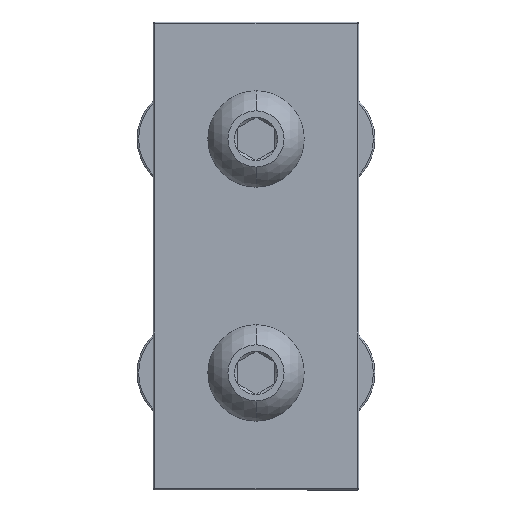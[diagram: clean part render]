
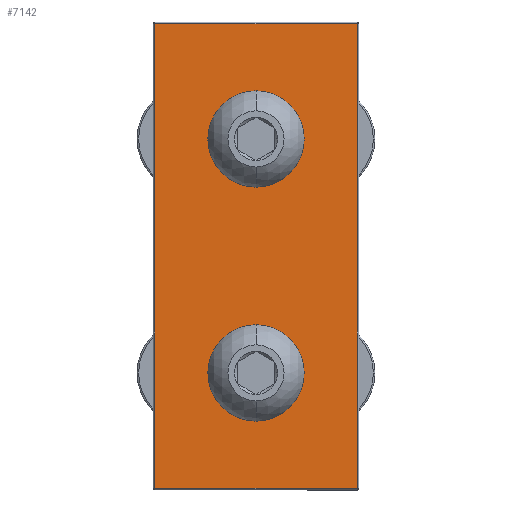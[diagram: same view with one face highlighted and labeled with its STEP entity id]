
A CAD part, top view. The second image highlights one B-rep face of the part: STEP entity #7142.
In plain terms, the highlighted planar face has unit normal (0, 0, 1).
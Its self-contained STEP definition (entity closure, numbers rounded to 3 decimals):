
#4 = LINE ( 'NONE', #780, #8142 ) ;
#234 = AXIS2_PLACEMENT_3D ( 'NONE', #892, #10375, #8653 ) ;
#350 = DIRECTION ( 'NONE',  ( 0., -1., 0. ) ) ;
#552 = ORIENTED_EDGE ( 'NONE', *, *, #11430, .T. ) ;
#780 = CARTESIAN_POINT ( 'NONE',  ( -11., 24.8, 2. ) ) ;
#892 = CARTESIAN_POINT ( 'NONE',  ( 0., -12.5, 2. ) ) ;
#1146 = ORIENTED_EDGE ( 'NONE', *, *, #11699, .T. ) ;
#1367 = LINE ( 'NONE', #9805, #1666 ) ;
#1403 = EDGE_CURVE ( 'NONE', #6869, #8942, #8379, .T. ) ;
#1585 = EDGE_CURVE ( 'NONE', #6426, #8629, #8516, .T. ) ;
#1666 = VECTOR ( 'NONE', #11582, 1000. ) ;
#1675 = ORIENTED_EDGE ( 'NONE', *, *, #1403, .T. ) ;
#1732 = DIRECTION ( 'NONE',  ( -1., 0., 0. ) ) ;
#1902 = CARTESIAN_POINT ( 'NONE',  ( 0., 0., 2. ) ) ;
#1968 = DIRECTION ( 'NONE',  ( 1., 0., 0. ) ) ;
#2190 = EDGE_LOOP ( 'NONE', ( #2505, #1146, #10264, #552 ) ) ;
#2269 = VECTOR ( 'NONE', #1968, 1000. ) ;
#2285 = CARTESIAN_POINT ( 'NONE',  ( 10.8, -24.8, 2. ) ) ;
#2505 = ORIENTED_EDGE ( 'NONE', *, *, #3243, .T. ) ;
#2756 = ORIENTED_EDGE ( 'NONE', *, *, #9349, .T. ) ;
#2955 = VERTEX_POINT ( 'NONE', #8769 ) ;
#3170 = VERTEX_POINT ( 'NONE', #7065 ) ;
#3181 = VERTEX_POINT ( 'NONE', #2285 ) ;
#3243 = EDGE_CURVE ( 'NONE', #3170, #2955, #8158, .T. ) ;
#3758 = DIRECTION ( 'NONE',  ( 0., 0., 1. ) ) ;
#4194 = ORIENTED_EDGE ( 'NONE', *, *, #1585, .T. ) ;
#5106 = CARTESIAN_POINT ( 'NONE',  ( 10.8, 24.8, 2. ) ) ;
#5199 = DIRECTION ( 'NONE',  ( 1., 0., 0. ) ) ;
#5455 = CARTESIAN_POINT ( 'NONE',  ( 3.35, -12.5, 2. ) ) ;
#5500 = CARTESIAN_POINT ( 'NONE',  ( 0., 12.5, 2. ) ) ;
#5770 = CARTESIAN_POINT ( 'NONE',  ( -3.35, -12.5, 2. ) ) ;
#6172 = CARTESIAN_POINT ( 'NONE',  ( 0., -12.5, 2. ) ) ;
#6279 = CARTESIAN_POINT ( 'NONE',  ( 3.35, 12.5, 2. ) ) ;
#6426 = VERTEX_POINT ( 'NONE', #5455 ) ;
#6869 = VERTEX_POINT ( 'NONE', #10876 ) ;
#7062 = DIRECTION ( 'NONE',  ( 0., 0., -1. ) ) ;
#7065 = CARTESIAN_POINT ( 'NONE',  ( -10.8, 24.8, 2. ) ) ;
#7142 = ADVANCED_FACE ( 'NONE', ( #7964, #12389, #8847 ), #11276, .T. ) ;
#7325 = VERTEX_POINT ( 'NONE', #5106 ) ;
#7547 = CIRCLE ( 'NONE', #234, 3.35 ) ;
#7736 = CARTESIAN_POINT ( 'NONE',  ( 11., -24.8, 2. ) ) ;
#7885 = AXIS2_PLACEMENT_3D ( 'NONE', #5500, #9407, #12174 ) ;
#7964 = FACE_BOUND ( 'NONE', #9852, .T. ) ;
#8142 = VECTOR ( 'NONE', #1732, 1000. ) ;
#8158 = LINE ( 'NONE', #9875, #10961 ) ;
#8230 = EDGE_LOOP ( 'NONE', ( #4194, #2756 ) ) ;
#8379 = CIRCLE ( 'NONE', #11231, 3.35 ) ;
#8516 = CIRCLE ( 'NONE', #12271, 3.35 ) ;
#8629 = VERTEX_POINT ( 'NONE', #5770 ) ;
#8653 = DIRECTION ( 'NONE',  ( 1., 0., 0. ) ) ;
#8769 = CARTESIAN_POINT ( 'NONE',  ( -10.8, -24.8, 2. ) ) ;
#8847 = FACE_OUTER_BOUND ( 'NONE', #2190, .T. ) ;
#8924 = CARTESIAN_POINT ( 'NONE',  ( 0., 12.5, 2. ) ) ;
#8942 = VERTEX_POINT ( 'NONE', #6279 ) ;
#9349 = EDGE_CURVE ( 'NONE', #8629, #6426, #7547, .T. ) ;
#9407 = DIRECTION ( 'NONE',  ( 0., 0., -1. ) ) ;
#9805 = CARTESIAN_POINT ( 'NONE',  ( 10.8, 25., 2. ) ) ;
#9852 = EDGE_LOOP ( 'NONE', ( #10598, #1675 ) ) ;
#9875 = CARTESIAN_POINT ( 'NONE',  ( -10.8, -25., 2. ) ) ;
#10264 = ORIENTED_EDGE ( 'NONE', *, *, #10991, .T. ) ;
#10324 = EDGE_CURVE ( 'NONE', #8942, #6869, #12002, .T. ) ;
#10350 = DIRECTION ( 'NONE',  ( 1., 0., 0. ) ) ;
#10375 = DIRECTION ( 'NONE',  ( 0., 0., -1. ) ) ;
#10598 = ORIENTED_EDGE ( 'NONE', *, *, #10324, .T. ) ;
#10635 = AXIS2_PLACEMENT_3D ( 'NONE', #1902, #3758, #10350 ) ;
#10876 = CARTESIAN_POINT ( 'NONE',  ( -3.35, 12.5, 2. ) ) ;
#10915 = DIRECTION ( 'NONE',  ( 0., 0., -1. ) ) ;
#10961 = VECTOR ( 'NONE', #350, 1000. ) ;
#10991 = EDGE_CURVE ( 'NONE', #3181, #7325, #1367, .T. ) ;
#11221 = LINE ( 'NONE', #7736, #2269 ) ;
#11231 = AXIS2_PLACEMENT_3D ( 'NONE', #8924, #7062, #11760 ) ;
#11276 = PLANE ( 'NONE',  #10635 ) ;
#11430 = EDGE_CURVE ( 'NONE', #7325, #3170, #4, .T. ) ;
#11582 = DIRECTION ( 'NONE',  ( 0., 1., 0. ) ) ;
#11699 = EDGE_CURVE ( 'NONE', #2955, #3181, #11221, .T. ) ;
#11760 = DIRECTION ( 'NONE',  ( 1., 0., 0. ) ) ;
#12002 = CIRCLE ( 'NONE', #7885, 3.35 ) ;
#12174 = DIRECTION ( 'NONE',  ( 1., 0., 0. ) ) ;
#12271 = AXIS2_PLACEMENT_3D ( 'NONE', #6172, #10915, #5199 ) ;
#12389 = FACE_BOUND ( 'NONE', #8230, .T. ) ;
